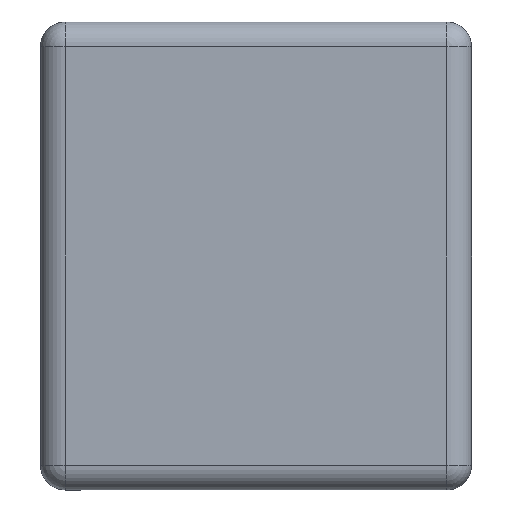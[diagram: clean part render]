
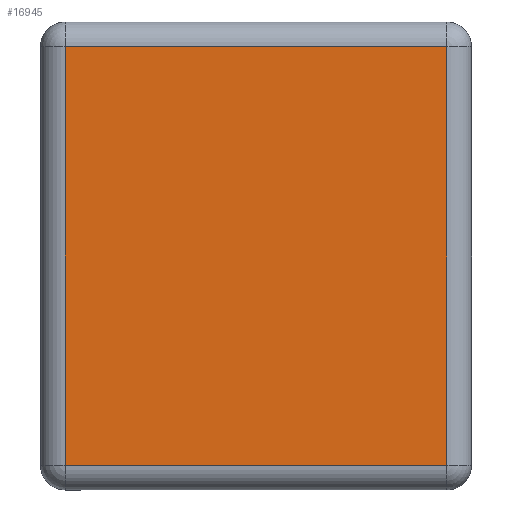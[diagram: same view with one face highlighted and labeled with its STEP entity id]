
A CAD part, front view. The second image highlights one B-rep face of the part: STEP entity #16945.
In plain terms, the highlighted planar face has unit normal (0, -1, 0).
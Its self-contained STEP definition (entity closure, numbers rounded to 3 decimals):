
#777 = ORIENTED_EDGE ( 'NONE', *, *, #12740, .T. ) ;
#1099 = VECTOR ( 'NONE', #11023, 1000. ) ;
#2663 = EDGE_CURVE ( 'NONE', #13432, #4894, #7028, .T. ) ;
#2750 = DIRECTION ( 'NONE',  ( 0., 0., 1. ) ) ;
#3484 = CARTESIAN_POINT ( 'NONE',  ( -35., -46., 34. ) ) ;
#4885 = DIRECTION ( 'NONE',  ( -1., 0., 0. ) ) ;
#4894 = VERTEX_POINT ( 'NONE', #10146 ) ;
#5069 = ORIENTED_EDGE ( 'NONE', *, *, #2663, .T. ) ;
#5180 = ORIENTED_EDGE ( 'NONE', *, *, #6077, .T. ) ;
#6077 = EDGE_CURVE ( 'NONE', #10768, #13432, #7907, .T. ) ;
#6106 = EDGE_LOOP ( 'NONE', ( #8349, #777, #5180, #5069 ) ) ;
#6404 = PLANE ( 'NONE',  #17605 ) ;
#6464 = CARTESIAN_POINT ( 'NONE',  ( 0., -46., 0. ) ) ;
#7028 = LINE ( 'NONE', #9962, #12728 ) ;
#7907 = LINE ( 'NONE', #15229, #1099 ) ;
#8349 = ORIENTED_EDGE ( 'NONE', *, *, #10295, .T. ) ;
#8781 = DIRECTION ( 'NONE',  ( 1., 0., 0. ) ) ;
#9056 = FACE_OUTER_BOUND ( 'NONE', #6106, .T. ) ;
#9962 = CARTESIAN_POINT ( 'NONE',  ( 35., -46., -34. ) ) ;
#10146 = CARTESIAN_POINT ( 'NONE',  ( 31., -46., -34. ) ) ;
#10295 = EDGE_CURVE ( 'NONE', #4894, #13532, #15352, .T. ) ;
#10768 = VERTEX_POINT ( 'NONE', #15290 ) ;
#11023 = DIRECTION ( 'NONE',  ( 0., 0., -1. ) ) ;
#12031 = DIRECTION ( 'NONE',  ( 0., 1., 0. ) ) ;
#12728 = VECTOR ( 'NONE', #8781, 1000. ) ;
#12740 = EDGE_CURVE ( 'NONE', #13532, #10768, #13832, .T. ) ;
#12759 = VECTOR ( 'NONE', #4885, 1000. ) ;
#13432 = VERTEX_POINT ( 'NONE', #17816 ) ;
#13532 = VERTEX_POINT ( 'NONE', #13826 ) ;
#13826 = CARTESIAN_POINT ( 'NONE',  ( 31., -46., 34. ) ) ;
#13832 = LINE ( 'NONE', #3484, #12759 ) ;
#13975 = CARTESIAN_POINT ( 'NONE',  ( 31., -46., 38. ) ) ;
#14943 = DIRECTION ( 'NONE',  ( 0., 0., 1. ) ) ;
#15229 = CARTESIAN_POINT ( 'NONE',  ( -31., -46., -38. ) ) ;
#15290 = CARTESIAN_POINT ( 'NONE',  ( -31., -46., 34. ) ) ;
#15352 = LINE ( 'NONE', #13975, #15804 ) ;
#15804 = VECTOR ( 'NONE', #2750, 1000. ) ;
#16945 = ADVANCED_FACE ( 'NONE', ( #9056 ), #6404, .F. ) ;
#17605 = AXIS2_PLACEMENT_3D ( 'NONE', #6464, #12031, #14943 ) ;
#17816 = CARTESIAN_POINT ( 'NONE',  ( -31., -46., -34. ) ) ;
